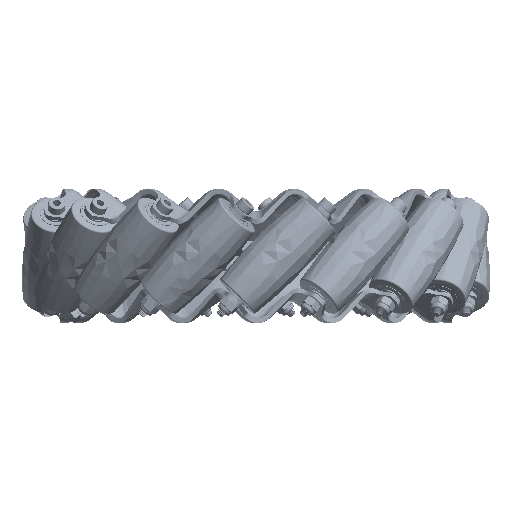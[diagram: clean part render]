
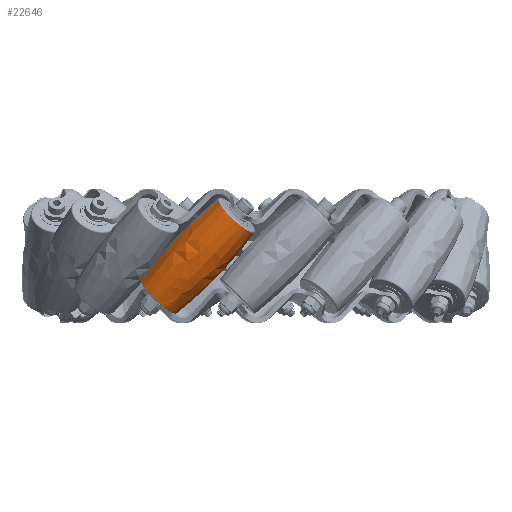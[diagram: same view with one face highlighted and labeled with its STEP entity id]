
A CAD part, front view. The second image highlights one B-rep face of the part: STEP entity #22646.
In plain terms, the highlighted free-form (B-spline) face has degree [3, 3] with [7, 4] control points.
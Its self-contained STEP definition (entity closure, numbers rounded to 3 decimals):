
#21597=CARTESIAN_POINT('',(-116.277,-111.452,
116.341));
#21598=DIRECTION('',(0.129,-0.915,-0.383));
#21599=DIRECTION('',(0.63,0.374,-0.68));
#21600=AXIS2_PLACEMENT_3D('',#21597,#21598,#21599);
#21602=CARTESIAN_POINT('',(78.38,-17.007,
-43.473));
#21603=DIRECTION('',(0.129,-0.915,-0.383));
#21604=DIRECTION('',(-0.63,-0.374,0.68));
#21605=AXIS2_PLACEMENT_3D('',#21602,#21603,#21604);
#21622=CARTESIAN_POINT('',(-31.488,-60.515,
23.355));
#21623=DIRECTION('',(0.678,-0.201,0.707));
#21624=DIRECTION('',(-0.724,-0.351,0.594));
#21625=AXIS2_PLACEMENT_3D('',#21622,#21623,#21624);
#21627=CARTESIAN_POINT('',(-6.409,-67.944,
49.512));
#21628=DIRECTION('',(-0.678,0.201,-0.707));
#21629=DIRECTION('',(0.556,-0.49,-0.672));
#21630=AXIS2_PLACEMENT_3D('',#21627,#21628,#21629);
#21662=CARTESIAN_POINT('',(-6.409,-67.944,
49.513));
#21663=DIRECTION('',(-0.678,0.201,-0.707));
#21664=DIRECTION('',(0.724,0.351,-0.594));
#21665=AXIS2_PLACEMENT_3D('',#21662,#21663,#21664);
#21677=CARTESIAN_POINT('',(-31.489,-60.515,
23.356));
#21678=DIRECTION('',(0.678,-0.201,0.707));
#21679=DIRECTION('',(0.556,-0.49,-0.672));
#21680=AXIS2_PLACEMENT_3D('',#21677,#21678,#21679);
#21838=CARTESIAN_POINT('',(-27.022,-64.452,
17.954));
#21840=VERTEX_POINT('',#21838);
#21843=CARTESIAN_POINT('',(-37.306,-63.337,
28.132));
#21844=VERTEX_POINT('',#21843);
#21846=CARTESIAN_POINT('',(-25.671,-57.692,
18.579));
#21848=VERTEX_POINT('',#21846);
#21869=CARTESIAN_POINT('',(-0.591,-65.121,
44.736));
#21870=VERTEX_POINT('',#21869);
#21873=CARTESIAN_POINT('',(-1.942,-71.881,
44.111));
#21874=VERTEX_POINT('',#21873);
#21875=CARTESIAN_POINT('',(-12.227,-70.766,
54.289));
#21876=VERTEX_POINT('',#21875);
#22606=CARTESIAN_POINT('',(-37.787,-62.694,
27.736));
#22607=CARTESIAN_POINT('',(-30.382,-65.767,
37.839));
#22608=CARTESIAN_POINT('',(-21.637,-68.357,
46.959));
#22609=CARTESIAN_POINT('',(-11.711,-70.418,
54.933));
#22610=CARTESIAN_POINT('',(-37.38,-67.263,
26.048));
#22611=CARTESIAN_POINT('',(-29.886,-71.328,
35.784));
#22612=CARTESIAN_POINT('',(-21.142,-73.918,
44.905));
#22613=CARTESIAN_POINT('',(-11.304,-74.987,
53.245));
#22614=CARTESIAN_POINT('',(-34.5,-69.346,
22.694));
#22615=CARTESIAN_POINT('',(-26.38,-73.864,
31.702));
#22616=CARTESIAN_POINT('',(-17.635,-76.455,
40.822));
#22617=CARTESIAN_POINT('',(-8.423,-77.071,
49.891));
#22618=CARTESIAN_POINT('',(-30.963,-67.63,
19.79));
#22619=CARTESIAN_POINT('',(-22.074,-71.776,
28.167));
#22620=CARTESIAN_POINT('',(-13.33,-74.366,
37.288));
#22621=CARTESIAN_POINT('',(-4.886,-75.355,
46.988));
#22622=CARTESIAN_POINT('',(-27.426,-65.914,
16.887));
#22623=CARTESIAN_POINT('',(-17.769,-69.687,
24.632));
#22624=CARTESIAN_POINT('',(-9.024,-72.277,
33.753));
#22625=CARTESIAN_POINT('',(-1.349,-73.638,
44.084));
#22626=CARTESIAN_POINT('',(-25.464,-61.481,
16.265));
#22627=CARTESIAN_POINT('',(-15.381,-64.29,
23.875));
#22628=CARTESIAN_POINT('',(-6.636,-66.881,
32.996));
#22629=CARTESIAN_POINT('',(0.613,-69.205,
43.462));
#22630=CARTESIAN_POINT('',(-26.315,-57.128,
18.317));
#22631=CARTESIAN_POINT('',(-16.417,-58.991,
26.374));
#22632=CARTESIAN_POINT('',(-7.672,-61.581,
35.494));
#22633=CARTESIAN_POINT('',(-0.239,-64.852,
45.514));
#22634=(BOUNDED_SURFACE()B_SPLINE_SURFACE(3,3,((#22606,#22607,#22608,#22609),(
#22610,#22611,#22612,#22613),(#22614,#22615,#22616,#22617),(#22618,#22619,
#22620,#22621),(#22622,#22623,#22624,#22625),(#22626,#22627,#22628,#22629),(
#22630,#22631,#22632,#22633)),.UNSPECIFIED.,.F.,.F.,.F.)B_SPLINE_SURFACE_WITH_KNOTS((4,3,4),(4,4),(0.,1.,2.),(0.,1.),.UNSPECIFIED.)GEOMETRIC_REPRESENTATION_ITEM()RATIONAL_B_SPLINE_SURFACE(((1.193,1.185,
1.185,1.193),(0.942,0.936,
0.936,0.942),(0.942,0.936,
0.936,0.942),(1.193,1.185,
1.185,1.193),(0.942,0.936,
0.936,0.942),(0.942,0.936,
0.936,0.942),(1.193,1.185,
1.185,1.193)))REPRESENTATION_ITEM('')SURFACE());
#22635=ORIENTED_EDGE('',*,*,#22589,.F.);
#22636=ORIENTED_EDGE('',*,*,#22550,.F.);
#22638=ORIENTED_EDGE('',*,*,#22637,.F.);
#22640=ORIENTED_EDGE('',*,*,#22639,.F.);
#22641=ORIENTED_EDGE('',*,*,#22545,.F.);
#22643=ORIENTED_EDGE('',*,*,#22642,.F.);
#22644=EDGE_LOOP('',(#22635,#22636,#22638,#22640,#22641,#22643));
#22645=FACE_OUTER_BOUND('',#22644,.F.);
#22646=ADVANCED_FACE('',(#22645),#22634,.T.);
#21601=CIRCLE('',#21600,143.726);
#21606=CIRCLE('',#21605,143.726);
#21626=CIRCLE('',#21625,8.039);
#21631=CIRCLE('',#21630,8.039);
#21666=CIRCLE('',#21665,8.04);
#21681=CIRCLE('',#21680,8.04);
#22545=EDGE_CURVE('',#21848,#21870,#21601,.T.);
#22550=EDGE_CURVE('',#21876,#21844,#21606,.T.);
#22589=EDGE_CURVE('',#21844,#21840,#21626,.T.);
#22637=EDGE_CURVE('',#21874,#21876,#21631,.T.);
#22639=EDGE_CURVE('',#21870,#21874,#21666,.T.);
#22642=EDGE_CURVE('',#21840,#21848,#21681,.T.);
